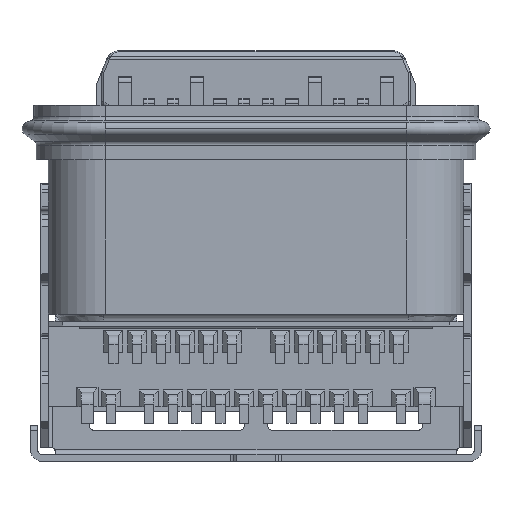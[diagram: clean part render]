
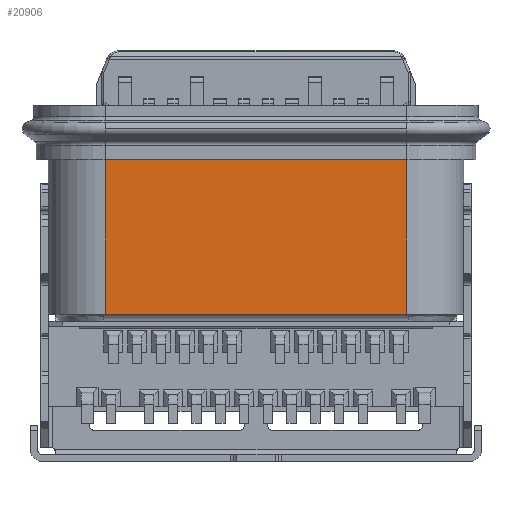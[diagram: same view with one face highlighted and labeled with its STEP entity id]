
A CAD part, front view. The second image highlights one B-rep face of the part: STEP entity #20906.
In plain terms, the highlighted planar face has unit normal (0, -1, 0).
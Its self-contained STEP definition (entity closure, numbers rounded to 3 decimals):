
#165 = VERTEX_POINT ( 'NONE', #8695 ) ;
#1177 = EDGE_CURVE ( 'NONE', #5981, #22791, #22563, .T. ) ;
#1319 = AXIS2_PLACEMENT_3D ( 'NONE', #5591, #3802, #7723 ) ;
#2368 = ORIENTED_EDGE ( 'NONE', *, *, #1177, .F. ) ;
#3000 = LINE ( 'NONE', #9530, #7280 ) ;
#3802 = DIRECTION ( 'NONE',  ( 0., -1., 0. ) ) ;
#4041 = CARTESIAN_POINT ( 'NONE',  ( 3.175, -1.48, -1.1 ) ) ;
#4521 = CARTESIAN_POINT ( 'NONE',  ( 3.175, -1.48, -1.1 ) ) ;
#4578 = EDGE_CURVE ( 'NONE', #22791, #165, #7000, .T. ) ;
#5591 = CARTESIAN_POINT ( 'NONE',  ( 3.175, -1.48, -1.1 ) ) ;
#5981 = VERTEX_POINT ( 'NONE', #4041 ) ;
#6188 = DIRECTION ( 'NONE',  ( 0., 0., 1. ) ) ;
#6251 = CARTESIAN_POINT ( 'NONE',  ( 3.175, -1.48, -1.1 ) ) ;
#7000 = LINE ( 'NONE', #22128, #25214 ) ;
#7280 = VECTOR ( 'NONE', #17316, 1000. ) ;
#7723 = DIRECTION ( 'NONE',  ( 1., 0., 0. ) ) ;
#8512 = DIRECTION ( 'NONE',  ( 0., 0., 1. ) ) ;
#8680 = LINE ( 'NONE', #4521, #25350 ) ;
#8695 = CARTESIAN_POINT ( 'NONE',  ( -3.175, -1.48, 2.15 ) ) ;
#9530 = CARTESIAN_POINT ( 'NONE',  ( 3.175, -1.48, 2.15 ) ) ;
#10143 = VERTEX_POINT ( 'NONE', #24926 ) ;
#10912 = EDGE_LOOP ( 'NONE', ( #23044, #11001, #2368, #20320 ) ) ;
#11001 = ORIENTED_EDGE ( 'NONE', *, *, #4578, .F. ) ;
#11440 = EDGE_CURVE ( 'NONE', #10143, #165, #3000, .T. ) ;
#12706 = FACE_OUTER_BOUND ( 'NONE', #10912, .T. ) ;
#14022 = DIRECTION ( 'NONE',  ( -1., 0., 0. ) ) ;
#14896 = EDGE_CURVE ( 'NONE', #5981, #10143, #8680, .T. ) ;
#15588 = PLANE ( 'NONE',  #1319 ) ;
#16004 = CARTESIAN_POINT ( 'NONE',  ( -3.175, -1.48, -1.1 ) ) ;
#17316 = DIRECTION ( 'NONE',  ( -1., 0., 0. ) ) ;
#18874 = VECTOR ( 'NONE', #14022, 1000. ) ;
#20320 = ORIENTED_EDGE ( 'NONE', *, *, #14896, .T. ) ;
#20906 = ADVANCED_FACE ( 'NONE', ( #12706 ), #15588, .T. ) ;
#22128 = CARTESIAN_POINT ( 'NONE',  ( -3.175, -1.48, -1.1 ) ) ;
#22563 = LINE ( 'NONE', #6251, #18874 ) ;
#22791 = VERTEX_POINT ( 'NONE', #16004 ) ;
#23044 = ORIENTED_EDGE ( 'NONE', *, *, #11440, .T. ) ;
#24926 = CARTESIAN_POINT ( 'NONE',  ( 3.175, -1.48, 2.15 ) ) ;
#25214 = VECTOR ( 'NONE', #6188, 1000. ) ;
#25350 = VECTOR ( 'NONE', #8512, 1000. ) ;
